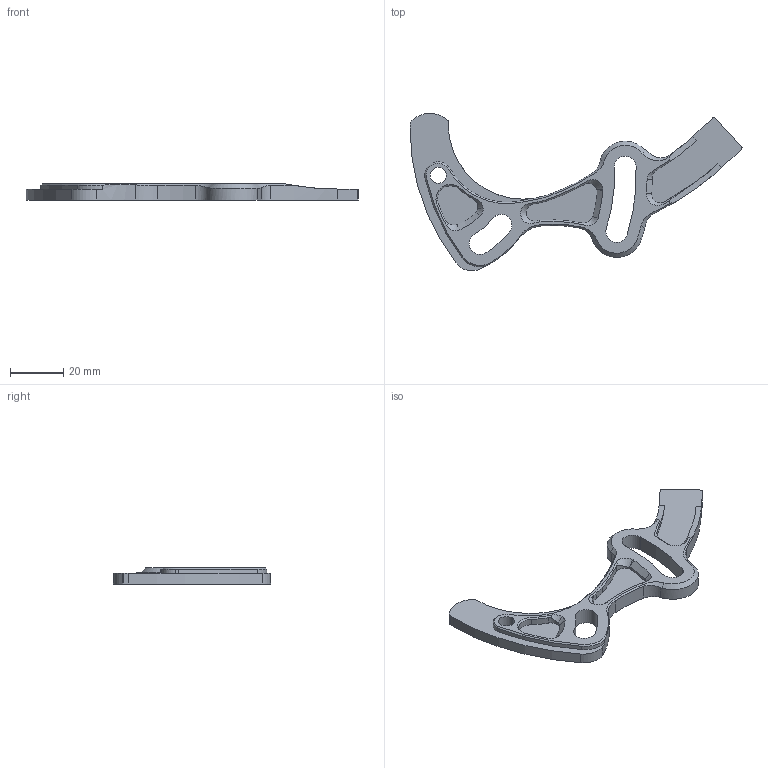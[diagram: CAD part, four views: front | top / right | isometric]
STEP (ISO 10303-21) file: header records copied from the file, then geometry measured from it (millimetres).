
FILE_DESCRIPTION (( 'STEP AP214' ), '1' );
FILE_NAME ('DSX030R.STEP', '2025-08-11T21:22:09', ( '' ), ( '' ), 'SwSTEP 2.0', 'SolidWorks 2023', '' );
FILE_SCHEMA (( 'AUTOMOTIVE_DESIGN' ));
Length unit declared in the file: inch
Products named in the file (1): DSX030R
Bounding box: 124.16 x 58.83 x 5.99 mm (x, y, z)
Volume: 12533.8 mm3; surface area: 8347 mm2
Topology: 1 solids, 1 shells, 122 faces, 340 edges, 222 vertices
Faces by surface type: cylinder 64, cone 38, plane 16, bspline 4
Entity records: 4218 total; most frequent: CARTESIAN_POINT 1043, ORIENTED_EDGE 680, DIRECTION 665, EDGE_CURVE 340, AXIS2_PLACEMENT_3D 267, VERTEX_POINT 222, CIRCLE 148, VECTOR 131
